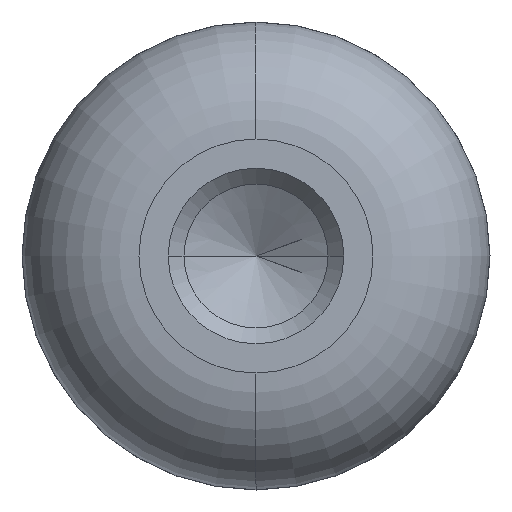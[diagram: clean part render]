
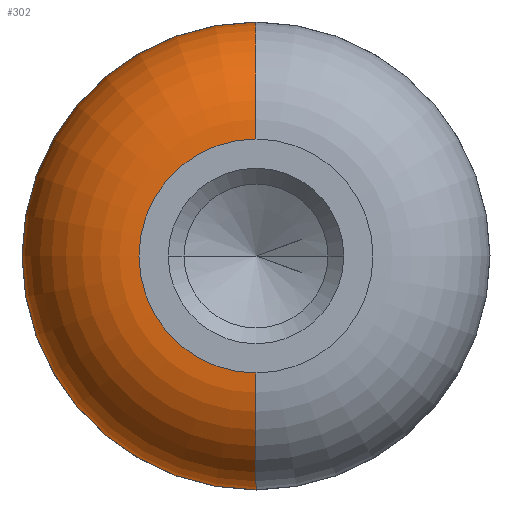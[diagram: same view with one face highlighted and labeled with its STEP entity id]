
A CAD part, left-side view. The second image highlights one B-rep face of the part: STEP entity #302.
In plain terms, the highlighted toroidal (fillet/blend) face has major radius 2 mm and minor radius 2 mm.
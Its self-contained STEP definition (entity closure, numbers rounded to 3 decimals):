
#156=EDGE_CURVE('',#380,#284,#417,.T.);
#160=VERTEX_POINT('',#421);
#168=VERTEX_POINT('',#429);
#178=EDGE_CURVE('',#168,#380,#440,.T.);
#224=EDGE_CURVE('',#236,#160,#493,.T.);
#236=VERTEX_POINT('',#507);
#276=EDGE_CURVE('',#236,#168,#553,.T.);
#284=VERTEX_POINT('',#562);
#302=ADVANCED_FACE('',(#582),#583,.T.);
#366=EDGE_CURVE('',#160,#374,#655,.T.);
#368=EDGE_CURVE('',#284,#374,#657,.T.);
#374=VERTEX_POINT('',#663);
#380=VERTEX_POINT('',#669);
#417=CIRCLE('',#701,3.142);
#421=CARTESIAN_POINT('',(-8.0,2.0,0.0));
#429=CARTESIAN_POINT('',(-4.358,0.,-3.142));
#440=CIRCLE('',#728,3.142);
#493=CIRCLE('',#792,2.0);
#507=CARTESIAN_POINT('',(-8.0,0.,-2.0));
#553=CIRCLE('',#869,2.0);
#562=CARTESIAN_POINT('',(-4.358,0.,3.142));
#582=FACE_OUTER_BOUND('',#909,.T.);
#583=TOROIDAL_SURFACE('',#910,2.0,2.0);
#655=CIRCLE('',#1007,2.0);
#657=CIRCLE('',#1010,2.0);
#663=CARTESIAN_POINT('',(-8.0,0.,2.0));
#669=CARTESIAN_POINT('',(-4.358,3.142,0.0));
#701=AXIS2_PLACEMENT_3D('',#1046,#1047,#1048);
#728=AXIS2_PLACEMENT_3D('',#1060,#1061,#1062);
#792=AXIS2_PLACEMENT_3D('',#1141,#1142,#1143);
#869=AXIS2_PLACEMENT_3D('',#1236,#1237,#1238);
#909=EDGE_LOOP('',(#1274,#1275,#1276,#1277,#1278,#1279));
#910=AXIS2_PLACEMENT_3D('',#1280,#1281,#1282);
#1007=AXIS2_PLACEMENT_3D('',#1383,#1384,#1385);
#1010=AXIS2_PLACEMENT_3D('',#1386,#1387,#1388);
#1046=CARTESIAN_POINT('',(-4.358,0.0,0.0));
#1047=DIRECTION('',(1.0,0.0,0.0));
#1048=DIRECTION('',(0.0,1.0,0.0));
#1060=CARTESIAN_POINT('',(-4.358,0.0,0.0));
#1061=DIRECTION('',(1.0,0.0,0.0));
#1062=DIRECTION('',(0.0,1.0,0.0));
#1141=CARTESIAN_POINT('',(-8.0,0.0,0.0));
#1142=DIRECTION('',(1.0,0.0,0.0));
#1143=DIRECTION('',(0.0,1.0,0.0));
#1236=CARTESIAN_POINT('',(-6.0,0.,-2.0));
#1237=DIRECTION('',(0.0,-1.0,0.));
#1238=DIRECTION('',(0.0,0.,-1.0));
#1274=ORIENTED_EDGE('',*,*,#276,.F.);
#1275=ORIENTED_EDGE('',*,*,#224,.T.);
#1276=ORIENTED_EDGE('',*,*,#366,.T.);
#1277=ORIENTED_EDGE('',*,*,#368,.F.);
#1278=ORIENTED_EDGE('',*,*,#156,.F.);
#1279=ORIENTED_EDGE('',*,*,#178,.F.);
#1280=CARTESIAN_POINT('',(-6.0,0.0,0.0));
#1281=DIRECTION('',(1.0,0.0,0.0));
#1282=DIRECTION('',(0.0,0.0,-1.0));
#1383=CARTESIAN_POINT('',(-8.0,0.0,0.0));
#1384=DIRECTION('',(1.0,0.0,0.0));
#1385=DIRECTION('',(0.0,1.0,0.0));
#1386=CARTESIAN_POINT('',(-6.0,0.,2.0));
#1387=DIRECTION('',(0.0,-1.0,0.));
#1388=DIRECTION('',(0.0,0.,1.0));
